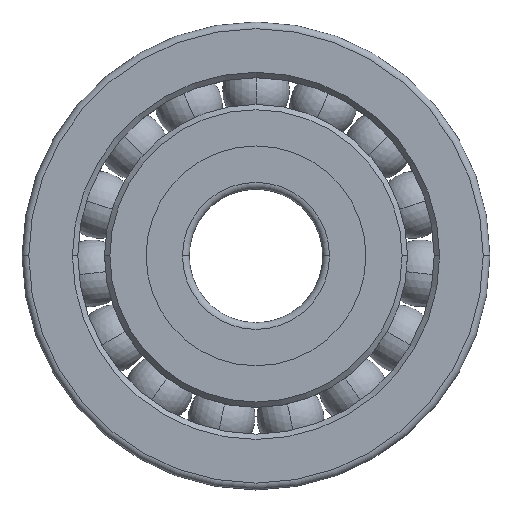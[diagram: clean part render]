
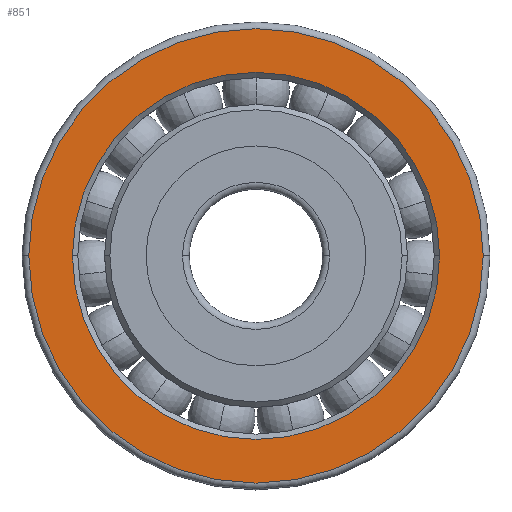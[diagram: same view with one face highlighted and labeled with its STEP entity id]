
A CAD part, top view. The second image highlights one B-rep face of the part: STEP entity #851.
In plain terms, the highlighted planar face has unit normal (0, 0, 1).
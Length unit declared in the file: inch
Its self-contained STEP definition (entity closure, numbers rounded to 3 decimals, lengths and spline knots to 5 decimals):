
#49 = EDGE_CURVE ( 'NONE', #252, #1420, #104, .T. ) ;
#72 = EDGE_CURVE ( 'NONE', #1420, #252, #1291, .T. ) ;
#91 = DIRECTION ( 'NONE',  ( 0., 0., -1. ) ) ;
#104 = CIRCLE ( 'NONE', #1141, 0.34335 ) ;
#193 = CARTESIAN_POINT ( 'NONE',  ( 0.34335, 0., 0.125 ) ) ;
#196 = DIRECTION ( 'NONE',  ( -1., 0., 0. ) ) ;
#251 = ORIENTED_EDGE ( 'NONE', *, *, #49, .T. ) ;
#252 = VERTEX_POINT ( 'NONE', #193 ) ;
#326 = CARTESIAN_POINT ( 'NONE',  ( 0., 0., 0.125 ) ) ;
#335 = VERTEX_POINT ( 'NONE', #1630 ) ;
#496 = CARTESIAN_POINT ( 'NONE',  ( 0.425, 0., 0.125 ) ) ;
#505 = CARTESIAN_POINT ( 'NONE',  ( 0., 0.4375, 0.125 ) ) ;
#509 = CIRCLE ( 'NONE', #1665, 0.425 ) ;
#533 = CARTESIAN_POINT ( 'NONE',  ( 0., 0., 0.125 ) ) ;
#541 = CARTESIAN_POINT ( 'NONE',  ( 0., 0., 0.125 ) ) ;
#590 = DIRECTION ( 'NONE',  ( 0., 0., 1. ) ) ;
#611 = EDGE_CURVE ( 'NONE', #335, #870, #857, .T. ) ;
#671 = DIRECTION ( 'NONE',  ( -1., 0., 0. ) ) ;
#675 = DIRECTION ( 'NONE',  ( 0., 0., 1. ) ) ;
#708 = ORIENTED_EDGE ( 'NONE', *, *, #611, .T. ) ;
#769 = AXIS2_PLACEMENT_3D ( 'NONE', #533, #1106, #1532 ) ;
#841 = ORIENTED_EDGE ( 'NONE', *, *, #72, .T. ) ;
#851 = ADVANCED_FACE ( 'NONE', ( #897, #1279 ), #1486, .F. ) ;
#857 = CIRCLE ( 'NONE', #1225, 0.425 ) ;
#870 = VERTEX_POINT ( 'NONE', #496 ) ;
#897 = FACE_BOUND ( 'NONE', #1175, .T. ) ;
#1065 = CARTESIAN_POINT ( 'NONE',  ( -0.34335, 0., 0.125 ) ) ;
#1069 = DIRECTION ( 'NONE',  ( -1., 0., 0. ) ) ;
#1106 = DIRECTION ( 'NONE',  ( 0., 0., -1. ) ) ;
#1141 = AXIS2_PLACEMENT_3D ( 'NONE', #541, #1253, #671 ) ;
#1175 = EDGE_LOOP ( 'NONE', ( #251, #841 ) ) ;
#1225 = AXIS2_PLACEMENT_3D ( 'NONE', #326, #590, #196 ) ;
#1253 = DIRECTION ( 'NONE',  ( 0., 0., -1. ) ) ;
#1279 = FACE_OUTER_BOUND ( 'NONE', #1804, .T. ) ;
#1291 = CIRCLE ( 'NONE', #769, 0.34335 ) ;
#1420 = VERTEX_POINT ( 'NONE', #1065 ) ;
#1427 = AXIS2_PLACEMENT_3D ( 'NONE', #505, #91, #1069 ) ;
#1486 = PLANE ( 'NONE',  #1427 ) ;
#1518 = CARTESIAN_POINT ( 'NONE',  ( 0., 0., 0.125 ) ) ;
#1532 = DIRECTION ( 'NONE',  ( -1., 0., 0. ) ) ;
#1541 = ORIENTED_EDGE ( 'NONE', *, *, #1670, .T. ) ;
#1630 = CARTESIAN_POINT ( 'NONE',  ( -0.425, 0., 0.125 ) ) ;
#1661 = DIRECTION ( 'NONE',  ( -1., 0., 0. ) ) ;
#1665 = AXIS2_PLACEMENT_3D ( 'NONE', #1518, #675, #1661 ) ;
#1670 = EDGE_CURVE ( 'NONE', #870, #335, #509, .T. ) ;
#1804 = EDGE_LOOP ( 'NONE', ( #708, #1541 ) ) ;
